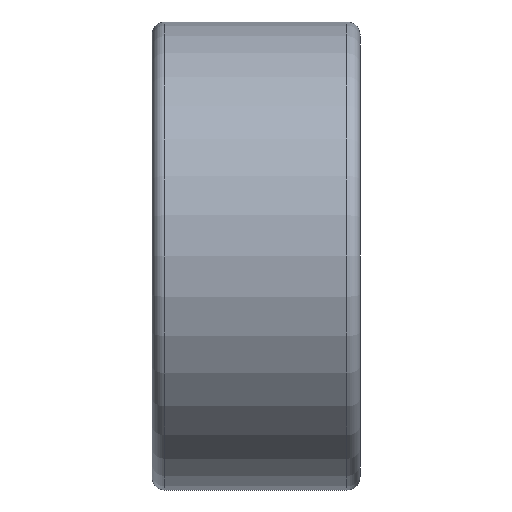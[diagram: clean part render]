
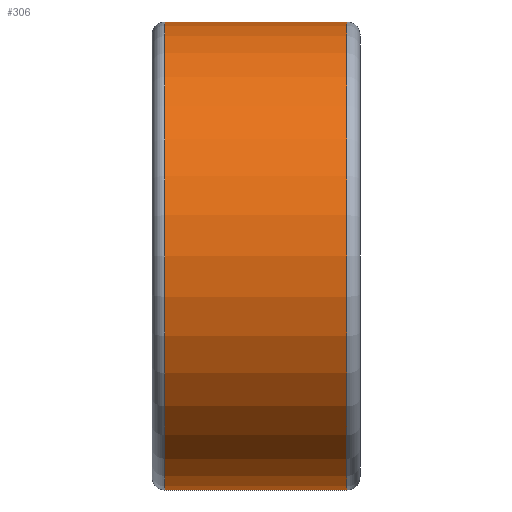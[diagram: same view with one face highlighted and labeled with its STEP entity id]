
A CAD part, front view. The second image highlights one B-rep face of the part: STEP entity #306.
In plain terms, the highlighted cylindrical face has radius 36 mm (diameter 72 mm), a full revolution.
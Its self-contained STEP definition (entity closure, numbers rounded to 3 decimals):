
#144=CYLINDRICAL_SURFACE('',#361,36.0);
#163=ORIENTED_EDGE('',*,*,#191,.T.);
#164=ORIENTED_EDGE('',*,*,#192,.T.);
#191=EDGE_CURVE('',#207,#207,#223,.T.);
#192=EDGE_CURVE('',#208,#208,#224,.T.);
#207=VERTEX_POINT('',#551);
#208=VERTEX_POINT('',#553);
#223=CIRCLE('',#362,36.0);
#224=CIRCLE('',#363,36.0);
#243=EDGE_LOOP('',(#163));
#244=EDGE_LOOP('',(#164));
#275=FACE_BOUND('',#243,.T.);
#276=FACE_BOUND('',#244,.T.);
#306=ADVANCED_FACE('',(#275,#276),#144,.T.);
#361=AXIS2_PLACEMENT_3D('',#549,#443,#444);
#362=AXIS2_PLACEMENT_3D('',#550,#445,#446);
#363=AXIS2_PLACEMENT_3D('',#552,#447,#448);
#443=DIRECTION('',(-1.0,0.0,0.0));
#444=DIRECTION('',(0.0,0.0,1.0));
#445=DIRECTION('',(1.0,0.0,0.0));
#446=DIRECTION('',(0.0,0.0,-1.0));
#447=DIRECTION('',(-1.0,0.0,0.0));
#448=DIRECTION('',(0.0,0.0,1.0));
#549=CARTESIAN_POINT('',(0.0,0.0,0.0));
#550=CARTESIAN_POINT('',(2.0,0.0,0.0));
#551=CARTESIAN_POINT('',(2.0,0.0,-36.0));
#552=CARTESIAN_POINT('',(30.0,0.0,0.0));
#553=CARTESIAN_POINT('',(30.0,0.0,36.0));
